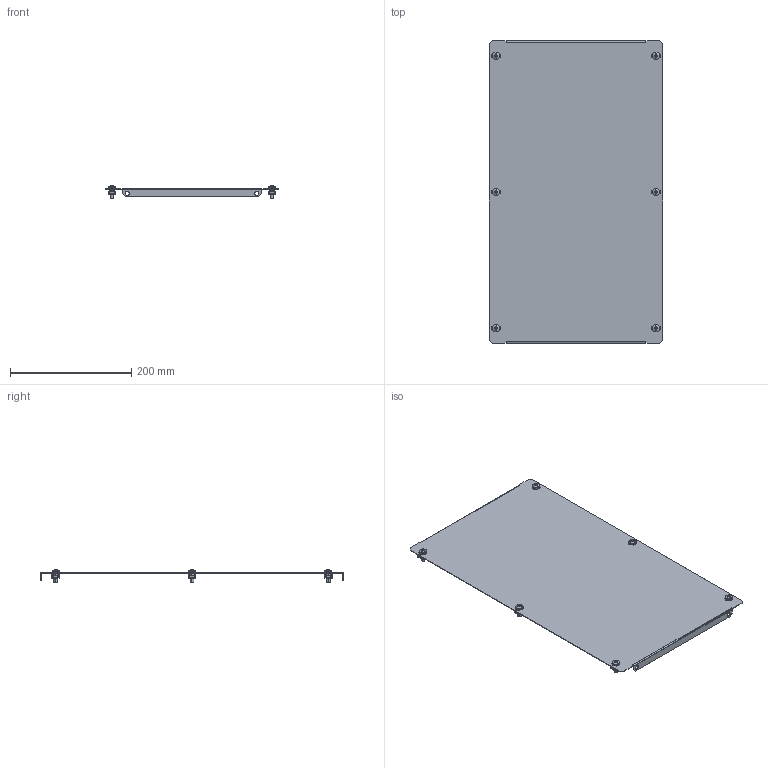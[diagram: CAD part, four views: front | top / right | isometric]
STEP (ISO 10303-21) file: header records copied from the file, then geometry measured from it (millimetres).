
FILE_DESCRIPTION (( 'STEP AP203' ), '1' );
FILE_NAME ('Ïëàñòðîí Â500 Ø400 EKF AleSta.STEP', '2025-09-15T11:04:26', ( '' ), ( '' ), 'SwSTEP 2.0', 'SolidWorks 2021', '' );
FILE_SCHEMA (( 'CONFIG_CONTROL_DESIGN' ));
Length unit declared in the file: millimetre
Products named in the file (6): MA1.400.060000.01.01 Ïëàñòðîí Â50 Ø600 EKF AleSta_‚500˜400; Îáîëî÷êà ãàéêè çàêëàäíîé; pan head cross recess screw_din_DIN EN ISO 7045 - M6 x 16 - Z - 16N; Ãàéêà çàêëàäíàÿ; Ãàéêà çàêëàäêàÿ Ì6; Ïëàñòðîí Â500 Ø400 EKF AleSta
Assembly tree (15 placements, depth 3):
  Ïëàñòðîí Â500 Ø400 EKF AleSta
    MA1.400.060000.01.01 Ïëàñòðîí Â50 Ø600 EKF AleSta_‚500˜400
    Ãàéêà çàêëàäíàÿ  x6
      Îáîëî÷êà ãàéêè çàêëàäíîé
      Ãàéêà çàêëàäêàÿ Ì6
    pan head cross recess screw_din_DIN EN ISO 7045 - M6 x 16 - Z - 16N  x6
Bounding box: 286 x 499 x 20.48 mm (x, y, z)
Volume: 155610.7 mm3; surface area: 308328.3 mm2
Topology: 19 solids, 19 shells, 1080 faces, 2438 edges, 1390 vertices
Faces by surface type: plane 642, cylinder 246, bspline 96, cone 60, torus 24, sphere 12
Entity records: 8572 total; most frequent: CARTESIAN_POINT 1852, DIRECTION 1222, ORIENTED_EDGE 1192, EDGE_CURVE 596, AXIS2_PLACEMENT_3D 413, VECTOR 396, LINE 396, VERTEX_POINT 355
